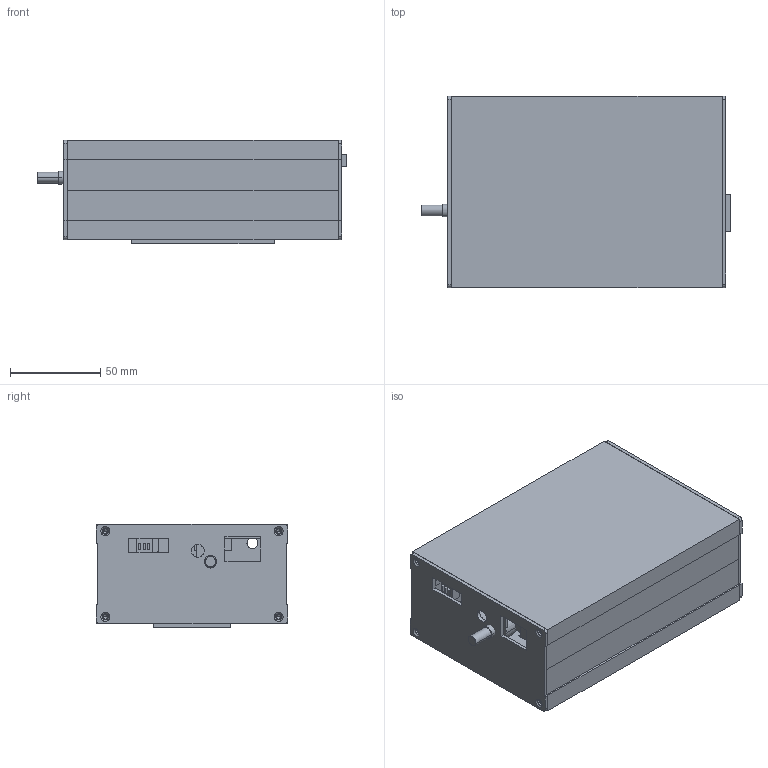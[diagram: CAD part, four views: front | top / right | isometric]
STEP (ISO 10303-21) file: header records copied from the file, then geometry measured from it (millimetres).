
FILE_DESCRIPTION((''),'2;1');
FILE_NAME('104000_ASM','2016-05-09T',('zkm'),(''),'PRO/ENGINEER BY PARAMETRIC TECHNOLOGY CORPORATION, 2004110','PRO/ENGINEER BY PARAMETRIC TECHNOLOGY CORPORATION, 2004110','');
FILE_SCHEMA(('CONFIG_CONTROL_DESIGN'));
Length unit declared in the file: millimetre
Products named in the file (7): 104001; 104002; 104003; 104004_01; 104005; 104004_02; 104000_ASM
Assembly tree (6 placements, depth 2):
  104000_ASM
    104001
    104002
    104003
    104004_01
    104005
    104004_02
Bounding box: 171.5 x 106 x 57.2 mm (x, y, z)
Volume: 256512.7 mm3; surface area: 166603.4 mm2
Topology: 7 solids, 15 shells, 365 faces, 954 edges, 626 vertices
Faces by surface type: plane 256, cylinder 73, cone 32, torus 2, bspline 2
Entity records: 11343 total; most frequent: CARTESIAN_POINT 2000, DIRECTION 1902, ORIENTED_EDGE 1844, EDGE_CURVE 938, VECTOR 734, LINE 734, VERTEX_POINT 626, AXIS2_PLACEMENT_3D 584
